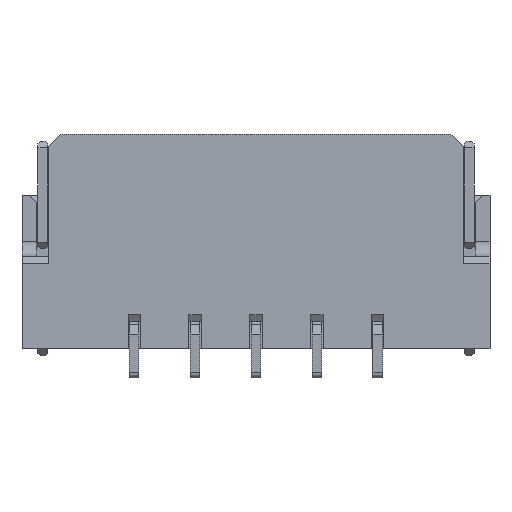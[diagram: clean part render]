
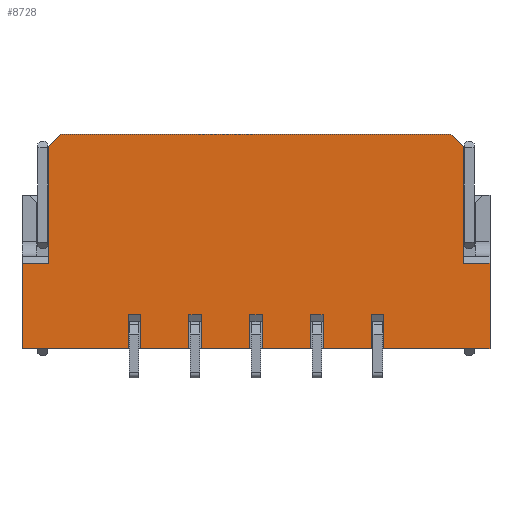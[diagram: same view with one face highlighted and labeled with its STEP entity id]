
A CAD part, front view. The second image highlights one B-rep face of the part: STEP entity #8728.
In plain terms, the highlighted planar face has unit normal (0, -1, 0).
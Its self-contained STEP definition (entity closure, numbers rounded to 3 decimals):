
#13=DIRECTION('',(1.,0.,0.));
#14=VECTOR('',#13,1.);
#15=CARTESIAN_POINT('',(-2.375,-2.725,-2.2));
#16=LINE('',#15,#14);
#29=DIRECTION('',(1.,0.,0.));
#30=VECTOR('',#29,1.);
#31=CARTESIAN_POINT('',(-1.125,-2.725,-2.2));
#32=LINE('',#31,#30);
#45=DIRECTION('',(1.,0.,0.));
#46=VECTOR('',#45,1.);
#47=CARTESIAN_POINT('',(0.125,-2.725,-2.2));
#48=LINE('',#47,#46);
#61=DIRECTION('',(1.,0.,0.));
#62=VECTOR('',#61,1.);
#63=CARTESIAN_POINT('',(1.375,-2.725,-2.2));
#64=LINE('',#63,#62);
#77=DIRECTION('',(1.,0.,0.));
#78=VECTOR('',#77,2.175);
#79=CARTESIAN_POINT('',(2.625,-2.725,-2.2));
#80=LINE('',#79,#78);
#157=DIRECTION('',(1.,0.,0.));
#158=VECTOR('',#157,2.175);
#159=CARTESIAN_POINT('',(-4.8,-2.725,-2.2));
#160=LINE('',#159,#158);
#265=DIRECTION('',(0.,0.,1.));
#266=VECTOR('',#265,0.7);
#267=CARTESIAN_POINT('',(-2.625,-2.725,-2.2));
#268=LINE('',#267,#266);
#269=DIRECTION('',(0.,0.,1.));
#270=VECTOR('',#269,1.75);
#271=CARTESIAN_POINT('',(-4.8,-2.725,-2.2));
#272=LINE('',#271,#270);
#273=DIRECTION('',(1.,0.,0.));
#274=VECTOR('',#273,0.55);
#275=CARTESIAN_POINT('',(-4.8,-2.725,-0.45));
#276=LINE('',#275,#274);
#277=DIRECTION('',(0.,0.,-1.));
#278=VECTOR('',#277,2.4);
#279=CARTESIAN_POINT('',(-4.25,-2.725,1.95));
#280=LINE('',#279,#278);
#281=DIRECTION('',(-0.707,0.,-0.707));
#282=VECTOR('',#281,0.354);
#283=CARTESIAN_POINT('',(-4.,-2.725,2.2));
#284=LINE('',#283,#282);
#285=DIRECTION('',(-0.707,0.,0.707));
#286=VECTOR('',#285,0.354);
#287=CARTESIAN_POINT('',(4.25,-2.725,1.95));
#288=LINE('',#287,#286);
#289=DIRECTION('',(0.,0.,-1.));
#290=VECTOR('',#289,2.4);
#291=CARTESIAN_POINT('',(4.25,-2.725,1.95));
#292=LINE('',#291,#290);
#293=DIRECTION('',(-1.,0.,0.));
#294=VECTOR('',#293,0.55);
#295=CARTESIAN_POINT('',(4.8,-2.725,-0.45));
#296=LINE('',#295,#294);
#297=DIRECTION('',(0.,0.,1.));
#298=VECTOR('',#297,0.7);
#299=CARTESIAN_POINT('',(2.625,-2.725,-2.2));
#300=LINE('',#299,#298);
#301=DIRECTION('',(1.,0.,0.));
#302=VECTOR('',#301,0.25);
#303=CARTESIAN_POINT('',(2.375,-2.725,-1.5));
#304=LINE('',#303,#302);
#305=DIRECTION('',(0.,0.,1.));
#306=VECTOR('',#305,0.7);
#307=CARTESIAN_POINT('',(2.375,-2.725,-2.2));
#308=LINE('',#307,#306);
#309=DIRECTION('',(0.,0.,1.));
#310=VECTOR('',#309,0.7);
#311=CARTESIAN_POINT('',(1.375,-2.725,-2.2));
#312=LINE('',#311,#310);
#313=DIRECTION('',(1.,0.,0.));
#314=VECTOR('',#313,0.25);
#315=CARTESIAN_POINT('',(1.125,-2.725,-1.5));
#316=LINE('',#315,#314);
#317=DIRECTION('',(0.,0.,1.));
#318=VECTOR('',#317,0.7);
#319=CARTESIAN_POINT('',(1.125,-2.725,-2.2));
#320=LINE('',#319,#318);
#321=DIRECTION('',(0.,0.,1.));
#322=VECTOR('',#321,0.7);
#323=CARTESIAN_POINT('',(0.125,-2.725,-2.2));
#324=LINE('',#323,#322);
#325=DIRECTION('',(1.,0.,0.));
#326=VECTOR('',#325,0.25);
#327=CARTESIAN_POINT('',(-0.125,-2.725,-1.5));
#328=LINE('',#327,#326);
#329=DIRECTION('',(0.,0.,1.));
#330=VECTOR('',#329,0.7);
#331=CARTESIAN_POINT('',(-0.125,-2.725,-2.2));
#332=LINE('',#331,#330);
#333=DIRECTION('',(0.,0.,1.));
#334=VECTOR('',#333,0.7);
#335=CARTESIAN_POINT('',(-1.125,-2.725,-2.2));
#336=LINE('',#335,#334);
#337=DIRECTION('',(1.,0.,0.));
#338=VECTOR('',#337,0.25);
#339=CARTESIAN_POINT('',(-1.375,-2.725,-1.5));
#340=LINE('',#339,#338);
#341=DIRECTION('',(0.,0.,1.));
#342=VECTOR('',#341,0.7);
#343=CARTESIAN_POINT('',(-1.375,-2.725,-2.2));
#344=LINE('',#343,#342);
#345=DIRECTION('',(0.,0.,1.));
#346=VECTOR('',#345,0.7);
#347=CARTESIAN_POINT('',(-2.375,-2.725,-2.2));
#348=LINE('',#347,#346);
#349=DIRECTION('',(1.,0.,0.));
#350=VECTOR('',#349,0.25);
#351=CARTESIAN_POINT('',(-2.625,-2.725,-1.5));
#352=LINE('',#351,#350);
#793=DIRECTION('',(1.,0.,0.));
#794=VECTOR('',#793,8.);
#795=CARTESIAN_POINT('',(-4.,-2.725,2.2));
#796=LINE('',#795,#794);
#6096=DIRECTION('',(0.,0.,1.));
#6097=VECTOR('',#6096,1.75);
#6098=CARTESIAN_POINT('',(4.8,-2.725,-2.2));
#6099=LINE('',#6098,#6097);
#6467=CARTESIAN_POINT('',(4.8,-2.725,-0.45));
#6468=CARTESIAN_POINT('',(4.25,-2.725,-0.45));
#6469=VERTEX_POINT('',#6467);
#6470=VERTEX_POINT('',#6468);
#6487=CARTESIAN_POINT('',(4.8,-2.725,-2.2));
#6488=VERTEX_POINT('',#6487);
#6499=CARTESIAN_POINT('',(-4.8,-2.725,-0.45));
#6500=VERTEX_POINT('',#6499);
#6503=CARTESIAN_POINT('',(-4.25,-2.725,-0.45));
#6504=VERTEX_POINT('',#6503);
#6511=CARTESIAN_POINT('',(-4.8,-2.725,-2.2));
#6512=VERTEX_POINT('',#6511);
#6707=CARTESIAN_POINT('',(4.25,-2.725,1.95));
#6709=VERTEX_POINT('',#6707);
#6711=CARTESIAN_POINT('',(4.,-2.725,2.2));
#6712=VERTEX_POINT('',#6711);
#6719=CARTESIAN_POINT('',(-4.,-2.725,2.2));
#6720=CARTESIAN_POINT('',(-4.25,-2.725,1.95));
#6721=VERTEX_POINT('',#6719);
#6722=VERTEX_POINT('',#6720);
#7373=CARTESIAN_POINT('',(2.375,-2.725,-2.2));
#7375=VERTEX_POINT('',#7373);
#7377=CARTESIAN_POINT('',(2.625,-2.725,-2.2));
#7379=VERTEX_POINT('',#7377);
#7381=CARTESIAN_POINT('',(2.375,-2.725,-1.5));
#7382=VERTEX_POINT('',#7381);
#7383=CARTESIAN_POINT('',(2.625,-2.725,-1.5));
#7384=VERTEX_POINT('',#7383);
#7413=CARTESIAN_POINT('',(1.125,-2.725,-2.2));
#7415=VERTEX_POINT('',#7413);
#7417=CARTESIAN_POINT('',(1.375,-2.725,-2.2));
#7419=VERTEX_POINT('',#7417);
#7421=CARTESIAN_POINT('',(1.125,-2.725,-1.5));
#7422=VERTEX_POINT('',#7421);
#7423=CARTESIAN_POINT('',(1.375,-2.725,-1.5));
#7424=VERTEX_POINT('',#7423);
#7485=CARTESIAN_POINT('',(-0.125,-2.725,-2.2));
#7487=VERTEX_POINT('',#7485);
#7489=CARTESIAN_POINT('',(0.125,-2.725,-2.2));
#7491=VERTEX_POINT('',#7489);
#7493=CARTESIAN_POINT('',(-0.125,-2.725,-1.5));
#7494=VERTEX_POINT('',#7493);
#7495=CARTESIAN_POINT('',(0.125,-2.725,-1.5));
#7496=VERTEX_POINT('',#7495);
#7557=CARTESIAN_POINT('',(-1.375,-2.725,-2.2));
#7559=VERTEX_POINT('',#7557);
#7561=CARTESIAN_POINT('',(-1.125,-2.725,-2.2));
#7563=VERTEX_POINT('',#7561);
#7565=CARTESIAN_POINT('',(-1.375,-2.725,-1.5));
#7566=VERTEX_POINT('',#7565);
#7567=CARTESIAN_POINT('',(-1.125,-2.725,-1.5));
#7568=VERTEX_POINT('',#7567);
#7629=CARTESIAN_POINT('',(-2.625,-2.725,-2.2));
#7631=VERTEX_POINT('',#7629);
#7633=CARTESIAN_POINT('',(-2.375,-2.725,-2.2));
#7635=VERTEX_POINT('',#7633);
#7637=CARTESIAN_POINT('',(-2.625,-2.725,-1.5));
#7638=VERTEX_POINT('',#7637);
#7639=CARTESIAN_POINT('',(-2.375,-2.725,-1.5));
#7640=VERTEX_POINT('',#7639);
#8668=CARTESIAN_POINT('',(-4.8,-2.725,-2.2));
#8669=DIRECTION('',(0.,-1.,0.));
#8670=DIRECTION('',(1.,0.,0.));
#8671=AXIS2_PLACEMENT_3D('',#8668,#8669,#8670);
#8672=PLANE('',#8671);
#8673=ORIENTED_EDGE('',*,*,#8631,.F.);
#8674=ORIENTED_EDGE('',*,*,#8580,.F.);
#8676=ORIENTED_EDGE('',*,*,#8675,.T.);
#8678=ORIENTED_EDGE('',*,*,#8677,.T.);
#8680=ORIENTED_EDGE('',*,*,#8679,.F.);
#8682=ORIENTED_EDGE('',*,*,#8681,.F.);
#8684=ORIENTED_EDGE('',*,*,#8683,.T.);
#8686=ORIENTED_EDGE('',*,*,#8685,.F.);
#8688=ORIENTED_EDGE('',*,*,#8687,.T.);
#8690=ORIENTED_EDGE('',*,*,#8689,.F.);
#8692=ORIENTED_EDGE('',*,*,#8691,.F.);
#8693=ORIENTED_EDGE('',*,*,#8540,.F.);
#8695=ORIENTED_EDGE('',*,*,#8694,.T.);
#8697=ORIENTED_EDGE('',*,*,#8696,.F.);
#8699=ORIENTED_EDGE('',*,*,#8698,.F.);
#8700=ORIENTED_EDGE('',*,*,#8532,.F.);
#8702=ORIENTED_EDGE('',*,*,#8701,.T.);
#8704=ORIENTED_EDGE('',*,*,#8703,.F.);
#8706=ORIENTED_EDGE('',*,*,#8705,.F.);
#8707=ORIENTED_EDGE('',*,*,#8524,.F.);
#8709=ORIENTED_EDGE('',*,*,#8708,.T.);
#8711=ORIENTED_EDGE('',*,*,#8710,.F.);
#8713=ORIENTED_EDGE('',*,*,#8712,.F.);
#8714=ORIENTED_EDGE('',*,*,#8516,.F.);
#8716=ORIENTED_EDGE('',*,*,#8715,.T.);
#8718=ORIENTED_EDGE('',*,*,#8717,.F.);
#8720=ORIENTED_EDGE('',*,*,#8719,.F.);
#8721=ORIENTED_EDGE('',*,*,#8508,.F.);
#8723=ORIENTED_EDGE('',*,*,#8722,.T.);
#8725=ORIENTED_EDGE('',*,*,#8724,.F.);
#8726=EDGE_LOOP('',(#8673,#8674,#8676,#8678,#8680,#8682,#8684,#8686,#8688,#8690,
#8692,#8693,#8695,#8697,#8699,#8700,#8702,#8704,#8706,#8707,#8709,#8711,#8713,
#8714,#8716,#8718,#8720,#8721,#8723,#8725));
#8727=FACE_OUTER_BOUND('',#8726,.F.);
#8728=ADVANCED_FACE('',(#8727),#8672,.T.);
#8508=EDGE_CURVE('',#7635,#7559,#16,.T.);
#8516=EDGE_CURVE('',#7563,#7487,#32,.T.);
#8524=EDGE_CURVE('',#7491,#7415,#48,.T.);
#8532=EDGE_CURVE('',#7419,#7375,#64,.T.);
#8540=EDGE_CURVE('',#7379,#6488,#80,.T.);
#8580=EDGE_CURVE('',#6512,#7631,#160,.T.);
#8631=EDGE_CURVE('',#7631,#7638,#268,.T.);
#8675=EDGE_CURVE('',#6512,#6500,#272,.T.);
#8677=EDGE_CURVE('',#6500,#6504,#276,.T.);
#8679=EDGE_CURVE('',#6722,#6504,#280,.T.);
#8681=EDGE_CURVE('',#6721,#6722,#284,.T.);
#8683=EDGE_CURVE('',#6721,#6712,#796,.T.);
#8685=EDGE_CURVE('',#6709,#6712,#288,.T.);
#8687=EDGE_CURVE('',#6709,#6470,#292,.T.);
#8689=EDGE_CURVE('',#6469,#6470,#296,.T.);
#8691=EDGE_CURVE('',#6488,#6469,#6099,.T.);
#8694=EDGE_CURVE('',#7379,#7384,#300,.T.);
#8696=EDGE_CURVE('',#7382,#7384,#304,.T.);
#8698=EDGE_CURVE('',#7375,#7382,#308,.T.);
#8701=EDGE_CURVE('',#7419,#7424,#312,.T.);
#8703=EDGE_CURVE('',#7422,#7424,#316,.T.);
#8705=EDGE_CURVE('',#7415,#7422,#320,.T.);
#8708=EDGE_CURVE('',#7491,#7496,#324,.T.);
#8710=EDGE_CURVE('',#7494,#7496,#328,.T.);
#8712=EDGE_CURVE('',#7487,#7494,#332,.T.);
#8715=EDGE_CURVE('',#7563,#7568,#336,.T.);
#8717=EDGE_CURVE('',#7566,#7568,#340,.T.);
#8719=EDGE_CURVE('',#7559,#7566,#344,.T.);
#8722=EDGE_CURVE('',#7635,#7640,#348,.T.);
#8724=EDGE_CURVE('',#7638,#7640,#352,.T.);
